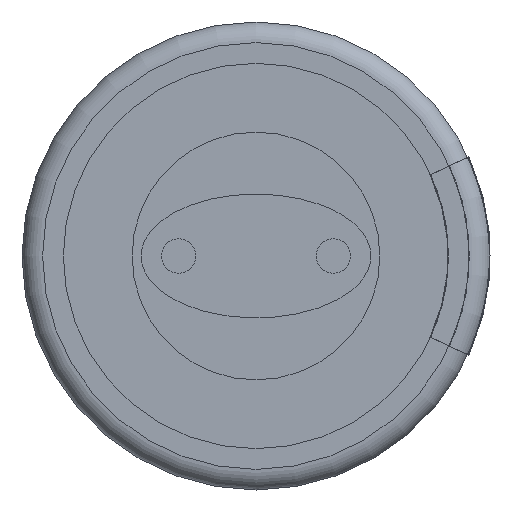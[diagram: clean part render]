
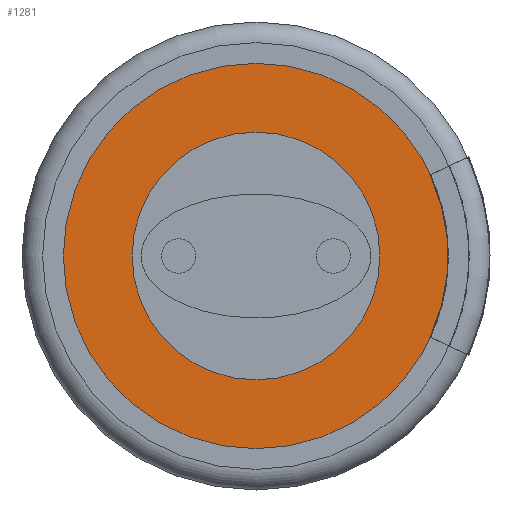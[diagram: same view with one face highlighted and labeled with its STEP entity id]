
A CAD part, front view. The second image highlights one B-rep face of the part: STEP entity #1281.
In plain terms, the highlighted planar face has unit normal (0, -1, 0).
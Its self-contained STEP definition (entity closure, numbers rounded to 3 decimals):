
#1188=CARTESIAN_POINT('',(-2.8,0.6,-0.));
#1189=VERTEX_POINT('',#1188);
#1198=CARTESIAN_POINT('',(0.,0.6,0.));
#1199=DIRECTION('',(-0.,1.,0.));
#1200=DIRECTION('',(-1.,-0.,0.));
#1201=AXIS2_PLACEMENT_3D('',#1198,#1199,#1200);
#1202=CIRCLE('',#1201,2.8);
#1203=EDGE_CURVE('',#1189,#1189,#1202,.T.);
#1262=CARTESIAN_POINT('',(0.,0.6,0.));
#1263=DIRECTION('',(-0.,1.,0.));
#1264=DIRECTION('',(-1.,-0.,0.));
#1265=AXIS2_PLACEMENT_3D('',#1262,#1263,#1264);
#1266=PLANE('',#1265);
#1267=CARTESIAN_POINT('',(-1.8,0.6,0.));
#1268=VERTEX_POINT('',#1267);
#1269=CARTESIAN_POINT('',(-0.,0.6,0.));
#1270=DIRECTION('',(0.,-1.,0.));
#1271=DIRECTION('',(-1.,-0.,0.));
#1272=AXIS2_PLACEMENT_3D('',#1269,#1270,#1271);
#1273=CIRCLE('',#1272,1.8);
#1274=EDGE_CURVE('',#1268,#1268,#1273,.T.);
#1275=ORIENTED_EDGE('',*,*,#1274,.F.);
#1276=EDGE_LOOP('',(#1275));
#1277=FACE_BOUND('',#1276,.T.);
#1278=ORIENTED_EDGE('',*,*,#1203,.F.);
#1279=EDGE_LOOP('',(#1278));
#1280=FACE_BOUND('',#1279,.T.);
#1281=ADVANCED_FACE('',(#1277,#1280),#1266,.F.);
